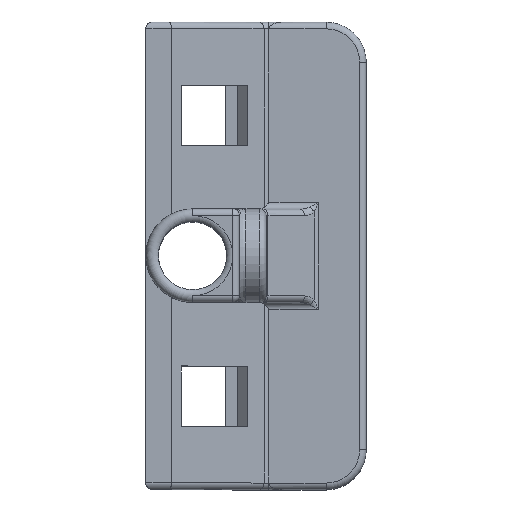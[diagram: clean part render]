
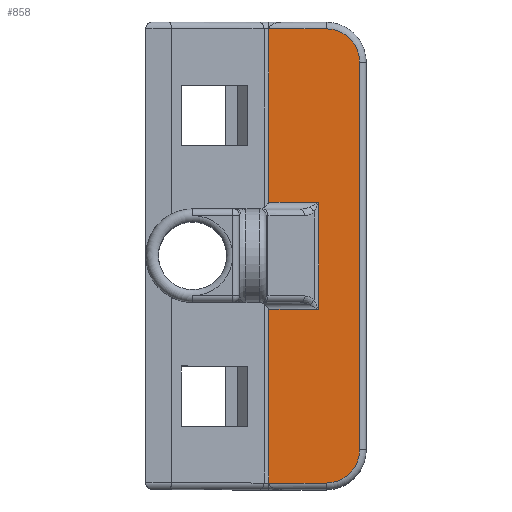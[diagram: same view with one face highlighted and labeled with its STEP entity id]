
A CAD part, top view. The second image highlights one B-rep face of the part: STEP entity #858.
In plain terms, the highlighted planar face has unit normal (0, 0, 1).
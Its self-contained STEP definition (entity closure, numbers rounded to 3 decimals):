
#858=ADVANCED_FACE('',(#2193),#2195,.T.);
#2193=FACE_BOUND('',#2194,.T.);
#2194=EDGE_LOOP('',(#5921,#5922,#5923,#5924,#5925,#5926,#5927,#5928,#5929,#5930));
#2195=PLANE('',#2196);
#2196=AXIS2_PLACEMENT_3D('',#2197,#2198,#2199);
#2197=CARTESIAN_POINT('',(0.,0.,21.3));
#2198=DIRECTION('',(0.,0.,1.));
#2199=DIRECTION('',(0.,1.,0.));
#5921=ORIENTED_EDGE('',*,*,#6309,.F.);
#5922=ORIENTED_EDGE('',*,*,#6306,.F.);
#5923=ORIENTED_EDGE('',*,*,#6356,.T.);
#5924=ORIENTED_EDGE('',*,*,#6357,.T.);
#5925=ORIENTED_EDGE('',*,*,#6358,.T.);
#5926=ORIENTED_EDGE('',*,*,#6359,.T.);
#5927=ORIENTED_EDGE('',*,*,#6360,.T.);
#5928=ORIENTED_EDGE('',*,*,#6262,.F.);
#5929=ORIENTED_EDGE('',*,*,#6259,.F.);
#5930=ORIENTED_EDGE('',*,*,#6361,.F.);
#6259=EDGE_CURVE('',#6690,#6692,#6693,.T.);
#6262=EDGE_CURVE('',#6692,#6697,#6698,.T.);
#6306=EDGE_CURVE('',#6767,#6769,#6770,.T.);
#6309=EDGE_CURVE('',#6769,#6774,#6775,.T.);
#6356=EDGE_CURVE('',#6767,#6833,#6834,.T.);
#6357=EDGE_CURVE('',#6833,#6835,#6836,.T.);
#6358=EDGE_CURVE('',#6835,#6837,#6838,.T.);
#6359=EDGE_CURVE('',#6837,#6839,#6840,.T.);
#6360=EDGE_CURVE('',#6839,#6697,#6841,.T.);
#6361=EDGE_CURVE('',#6774,#6690,#6842,.T.);
#6690=VERTEX_POINT('',#7891);
#6692=VERTEX_POINT('',#7902);
#6693=LINE('',#7903,#7904);
#6697=VERTEX_POINT('',#7915);
#6698=LINE('',#7916,#7917);
#6767=VERTEX_POINT('',#8116);
#6769=VERTEX_POINT('',#8121);
#6770=LINE('',#8122,#8123);
#6774=VERTEX_POINT('',#8134);
#6775=LINE('',#8135,#8136);
#6833=VERTEX_POINT('',#8405);
#6834=LINE('',#8406,#8407);
#6835=VERTEX_POINT('',#8409);
#6836=CIRCLE('',#8410,5.);
#6837=VERTEX_POINT('',#8414);
#6838=LINE('',#8415,#8416);
#6839=VERTEX_POINT('',#8418);
#6840=CIRCLE('',#8419,5.);
#6841=LINE('',#8423,#8424);
#6842=LINE('',#8426,#8427);
#7891=CARTESIAN_POINT('',(7.899,8.,21.3));
#7902=CARTESIAN_POINT('',(0.414,8.,21.3));
#7903=CARTESIAN_POINT('',(7.899,8.,21.3));
#7904=VECTOR('',#7905,1.);
#7905=DIRECTION('',(-1.,0.,0.));
#7915=CARTESIAN_POINT('',(0.414,34.,21.3));
#7916=CARTESIAN_POINT('',(0.414,8.,21.3));
#7917=VECTOR('',#7918,1.);
#7918=DIRECTION('',(0.,1.,0.));
#8116=CARTESIAN_POINT('',(0.414,-34.,21.3));
#8121=CARTESIAN_POINT('',(0.414,-8.,21.3));
#8122=CARTESIAN_POINT('',(0.414,-34.,21.3));
#8123=VECTOR('',#8124,1.);
#8124=DIRECTION('',(0.,1.,0.));
#8134=CARTESIAN_POINT('',(7.899,-8.,21.3));
#8135=CARTESIAN_POINT('',(0.414,-8.,21.3));
#8136=VECTOR('',#8137,1.);
#8137=DIRECTION('',(1.,0.,0.));
#8405=CARTESIAN_POINT('',(9.,-34.,21.3));
#8406=CARTESIAN_POINT('',(0.414,-34.,21.3));
#8407=VECTOR('',#8408,1.);
#8408=DIRECTION('',(1.,0.,0.));
#8409=CARTESIAN_POINT('',(14.,-29.,21.3));
#8410=AXIS2_PLACEMENT_3D('',#8411,#8412,#8413);
#8411=CARTESIAN_POINT('',(9.,-29.,21.3));
#8412=DIRECTION('',(0.,0.,1.));
#8413=DIRECTION('',(0.,-1.,0.));
#8414=CARTESIAN_POINT('',(14.,29.,21.3));
#8415=CARTESIAN_POINT('',(14.,-29.,21.3));
#8416=VECTOR('',#8417,1.);
#8417=DIRECTION('',(0.,1.,0.));
#8418=CARTESIAN_POINT('',(9.,34.,21.3));
#8419=AXIS2_PLACEMENT_3D('',#8420,#8421,#8422);
#8420=CARTESIAN_POINT('',(9.,29.,21.3));
#8421=DIRECTION('',(0.,0.,1.));
#8422=DIRECTION('',(1.,0.,0.));
#8423=CARTESIAN_POINT('',(9.,34.,21.3));
#8424=VECTOR('',#8425,1.);
#8425=DIRECTION('',(-1.,0.,0.));
#8426=CARTESIAN_POINT('',(7.899,-8.,21.3));
#8427=VECTOR('',#8428,1.);
#8428=DIRECTION('',(0.,1.,0.));
